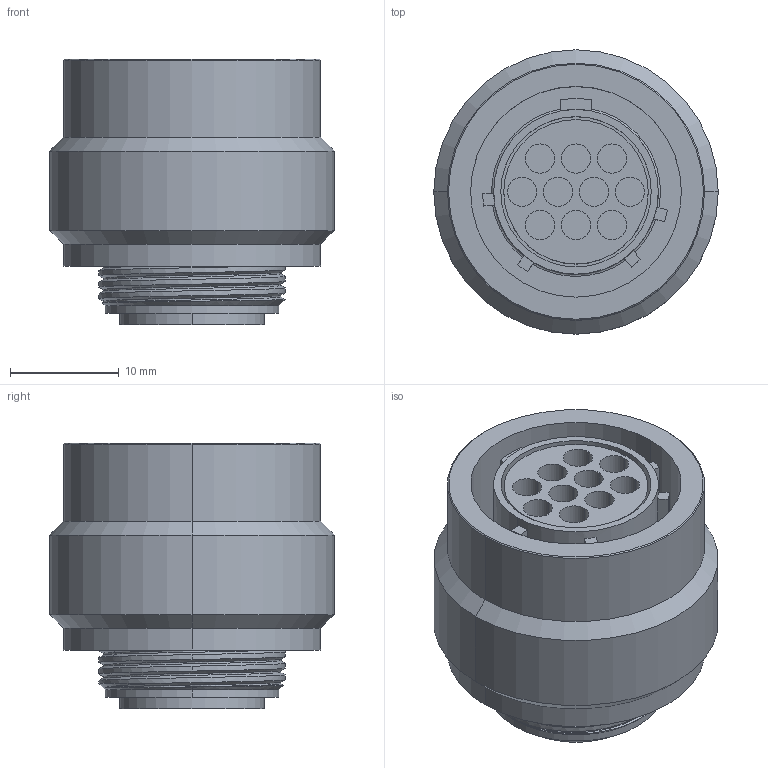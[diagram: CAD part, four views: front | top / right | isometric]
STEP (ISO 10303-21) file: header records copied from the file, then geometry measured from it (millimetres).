
FILE_DESCRIPTION((''),'2;1');
FILE_NAME('UT061210S-CAT_SW_ASM','2010-12-07T',('Gsineau'),(''),'PRO/ENGINEER BY PARAMETRIC TECHNOLOGY CORPORATION, 2010140','PRO/ENGINEER BY PARAMETRIC TECHNOLOGY CORPORATION, 2010140','');
FILE_SCHEMA(('CONFIG_CONTROL_DESIGN'));
Length unit declared in the file: inch
Products named in the file (1): UT061210S-CAT_SW_ASM
Bounding box: 26.1 x 26.1 x 24.41 mm (x, y, z)
Volume: 7389.3 mm3; surface area: 6825.4 mm2
Topology: 1 solids, 1 shells, 154 faces, 347 edges, 224 vertices
Faces by surface type: cylinder 81, plane 46, torus 11, cone 10, bspline 6
Entity records: 7278 total; most frequent: CARTESIAN_POINT 3719, DIRECTION 773, ORIENTED_EDGE 694, EDGE_CURVE 347, AXIS2_PLACEMENT_3D 323, VERTEX_POINT 224, EDGE_LOOP 183, CIRCLE 174
